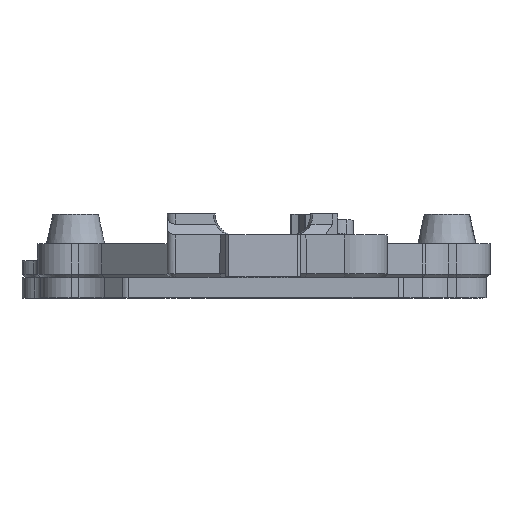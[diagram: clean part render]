
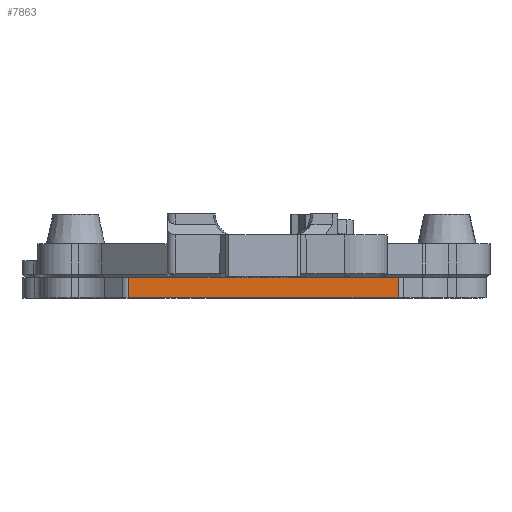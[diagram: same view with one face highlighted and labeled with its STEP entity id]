
A CAD part, top view. The second image highlights one B-rep face of the part: STEP entity #7863.
In plain terms, the highlighted face is planar.
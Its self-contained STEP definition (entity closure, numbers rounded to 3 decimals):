
#315=PLANE('',#8369);
#591=FACE_OUTER_BOUND('',#1031,.T.);
#1031=EDGE_LOOP('',(#5468,#5469,#5470,#5471));
#1828=LINE('',#11532,#2586);
#1839=LINE('',#11566,#2597);
#1884=LINE('',#11667,#2642);
#1885=LINE('',#11668,#2643);
#2586=VECTOR('',#9208,10.);
#2597=VECTOR('',#9243,10.);
#2642=VECTOR('',#9338,10.);
#2643=VECTOR('',#9339,10.);
#3351=VERTEX_POINT('',#11529);
#3352=VERTEX_POINT('',#11531);
#3362=VERTEX_POINT('',#11563);
#3363=VERTEX_POINT('',#11565);
#4148=EDGE_CURVE('',#3351,#3352,#1828,.T.);
#4165=EDGE_CURVE('',#3362,#3363,#1839,.T.);
#4217=EDGE_CURVE('',#3351,#3363,#1884,.T.);
#4218=EDGE_CURVE('',#3352,#3362,#1885,.T.);
#5468=ORIENTED_EDGE('',*,*,#4217,.T.);
#5469=ORIENTED_EDGE('',*,*,#4165,.F.);
#5470=ORIENTED_EDGE('',*,*,#4218,.F.);
#5471=ORIENTED_EDGE('',*,*,#4148,.F.);
#7863=ADVANCED_FACE('',(#591),#315,.T.);
#8369=AXIS2_PLACEMENT_3D('',#11666,#9336,#9337);
#9208=DIRECTION('',(0.,0.,-1.));
#9243=DIRECTION('',(0.,0.,1.));
#9336=DIRECTION('center_axis',(0.,-1.,0.));
#9337=DIRECTION('ref_axis',(-1.,0.,0.));
#9338=DIRECTION('',(-1.,0.,0.));
#9339=DIRECTION('',(-1.,0.,0.));
#11529=CARTESIAN_POINT('',(16.385,-67.837,12.181));
#11531=CARTESIAN_POINT('',(16.385,-67.837,9.792));
#11532=CARTESIAN_POINT('',(16.385,-67.837,12.181));
#11563=CARTESIAN_POINT('',(-15.54,-67.837,9.792));
#11565=CARTESIAN_POINT('',(-15.54,-67.837,12.181));
#11566=CARTESIAN_POINT('',(-15.54,-67.837,12.181));
#11666=CARTESIAN_POINT('Origin',(4.483,-67.837,12.181));
#11667=CARTESIAN_POINT('',(-19.555,-67.837,12.181));
#11668=CARTESIAN_POINT('',(-19.555,-67.837,9.792));
